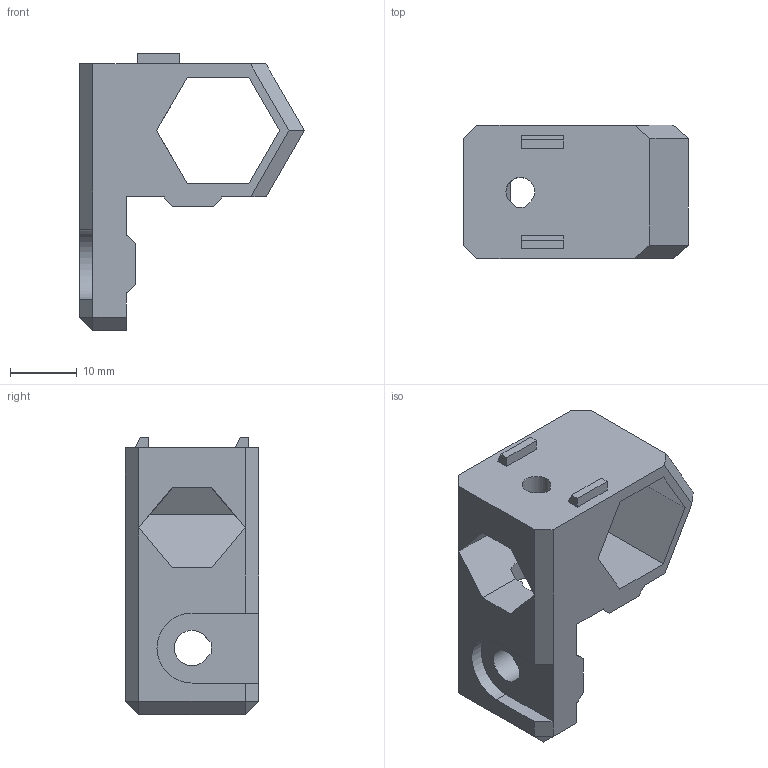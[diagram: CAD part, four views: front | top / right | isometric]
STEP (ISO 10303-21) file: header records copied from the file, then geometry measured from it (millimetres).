
FILE_DESCRIPTION(/* description */ (''),/* implementation_level */ '2;1');
FILE_NAME(/* name */ 'psu_upper_mount.step',/* time_stamp */ '2017-12-20T17:52:22+01:00',/* author */ ('gregsaun'),/* organization */ (''),/* preprocessor_version */ 'ST-DEVELOPER v16.13',/* originating_system */ 'Autodesk Translation Framework v6.5.0.72',/* authorisation */ '');
FILE_SCHEMA (('AUTOMOTIVE_DESIGN { 1 0 10303 214 3 1 1 }'));
Length unit declared in the file: millimetre
Products named in the file (1): psu_upper_mount
Bounding box: 33.72 x 20 x 41.6 mm (x, y, z)
Volume: 8330 mm3; surface area: 5347 mm2
Topology: 1 solids, 1 shells, 89 faces, 254 edges, 164 vertices
Faces by surface type: plane 81, cylinder 7, cone 1
Entity records: 2907 total; most frequent: CARTESIAN_POINT 530, ORIENTED_EDGE 508, DIRECTION 448, EDGE_CURVE 254, LINE 230, VECTOR 230, VERTEX_POINT 164, AXIS2_PLACEMENT_3D 109
